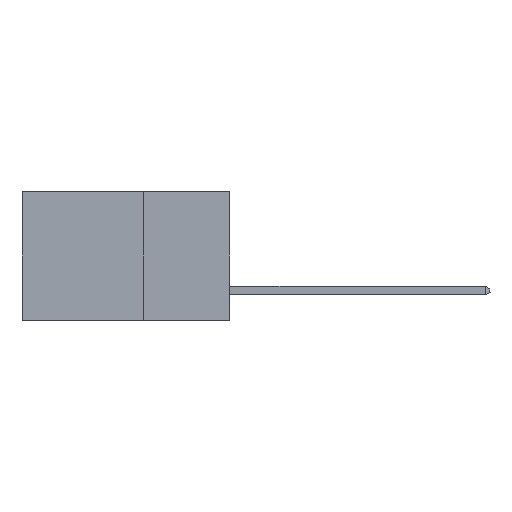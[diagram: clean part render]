
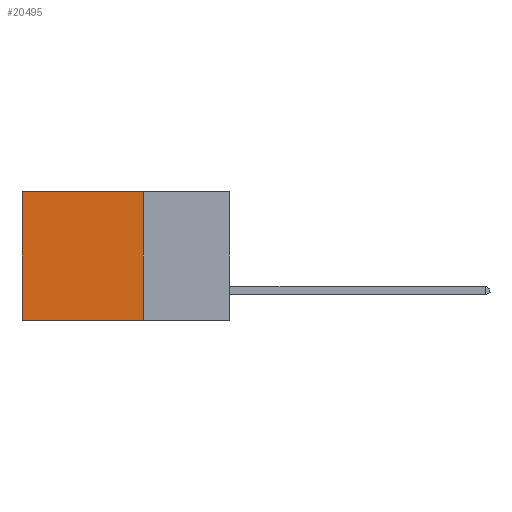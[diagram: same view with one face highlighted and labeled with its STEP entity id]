
A CAD part, left-side view. The second image highlights one B-rep face of the part: STEP entity #20495.
In plain terms, the highlighted planar face has unit normal (-1, 0, 0).
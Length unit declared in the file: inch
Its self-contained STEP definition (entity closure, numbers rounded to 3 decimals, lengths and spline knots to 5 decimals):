
#179 = LINE ( 'NONE', #24144, #21483 ) ;
#987 = PLANE ( 'NONE',  #2060 ) ;
#1020 = EDGE_CURVE ( 'NONE', #7354, #21760, #179, .T. ) ;
#1827 = CARTESIAN_POINT ( 'NONE',  ( 0.298, 0.6, 0. ) ) ;
#2060 = AXIS2_PLACEMENT_3D ( 'NONE', #9019, #7056, #5154 ) ;
#2860 = CARTESIAN_POINT ( 'NONE',  ( 0.298, 0.6, 0. ) ) ;
#3394 = DIRECTION ( 'NONE',  ( 0., 0., -1. ) ) ;
#3969 = CARTESIAN_POINT ( 'NONE',  ( 0.298, 0.25, -0.37 ) ) ;
#4073 = ORIENTED_EDGE ( 'NONE', *, *, #20615, .F. ) ;
#5154 = DIRECTION ( 'NONE',  ( 0., 0., -1. ) ) ;
#7056 = DIRECTION ( 'NONE',  ( 1., 0., 0. ) ) ;
#7354 = VERTEX_POINT ( 'NONE', #20573 ) ;
#7623 = VECTOR ( 'NONE', #15843, 39.37008 ) ;
#7662 = VECTOR ( 'NONE', #23740, 39.37008 ) ;
#8827 = VECTOR ( 'NONE', #25327, 39.37008 ) ;
#9019 = CARTESIAN_POINT ( 'NONE',  ( 0.298, 0.25, 0. ) ) ;
#9323 = EDGE_LOOP ( 'NONE', ( #24691, #4073, #15893, #11094 ) ) ;
#11094 = ORIENTED_EDGE ( 'NONE', *, *, #11598, .T. ) ;
#11598 = EDGE_CURVE ( 'NONE', #7354, #13017, #14737, .T. ) ;
#13017 = VERTEX_POINT ( 'NONE', #1827 ) ;
#13697 = CARTESIAN_POINT ( 'NONE',  ( 0.298, 0.25, -0.37 ) ) ;
#14737 = LINE ( 'NONE', #15477, #7662 ) ;
#14877 = EDGE_CURVE ( 'NONE', #13017, #26206, #26579, .T. ) ;
#15477 = CARTESIAN_POINT ( 'NONE',  ( 0.298, 0.25, 0. ) ) ;
#15843 = DIRECTION ( 'NONE',  ( 0., 1., 0. ) ) ;
#15893 = ORIENTED_EDGE ( 'NONE', *, *, #1020, .F. ) ;
#15999 = FACE_OUTER_BOUND ( 'NONE', #9323, .T. ) ;
#18676 = CARTESIAN_POINT ( 'NONE',  ( 0.298, 0.6, -0.37 ) ) ;
#20495 = ADVANCED_FACE ( 'NONE', ( #15999 ), #987, .F. ) ;
#20573 = CARTESIAN_POINT ( 'NONE',  ( 0.298, 0.25, 0. ) ) ;
#20615 = EDGE_CURVE ( 'NONE', #21760, #26206, #22473, .T. ) ;
#21483 = VECTOR ( 'NONE', #3394, 39.37008 ) ;
#21760 = VERTEX_POINT ( 'NONE', #3969 ) ;
#22473 = LINE ( 'NONE', #13697, #7623 ) ;
#23740 = DIRECTION ( 'NONE',  ( 0., 1., 0. ) ) ;
#24144 = CARTESIAN_POINT ( 'NONE',  ( 0.298, 0.25, 0. ) ) ;
#24691 = ORIENTED_EDGE ( 'NONE', *, *, #14877, .T. ) ;
#25327 = DIRECTION ( 'NONE',  ( 0., 0., -1. ) ) ;
#26206 = VERTEX_POINT ( 'NONE', #18676 ) ;
#26579 = LINE ( 'NONE', #2860, #8827 ) ;
